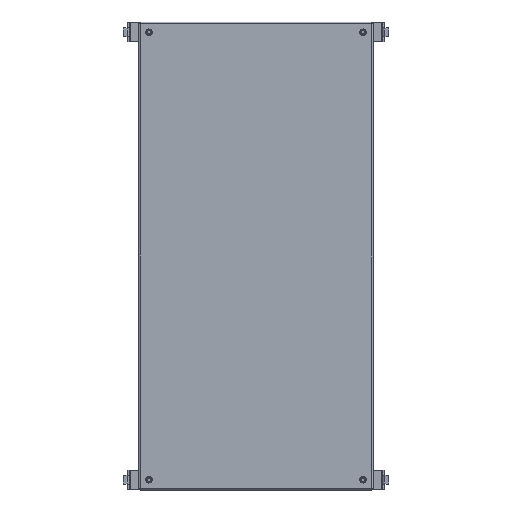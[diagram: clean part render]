
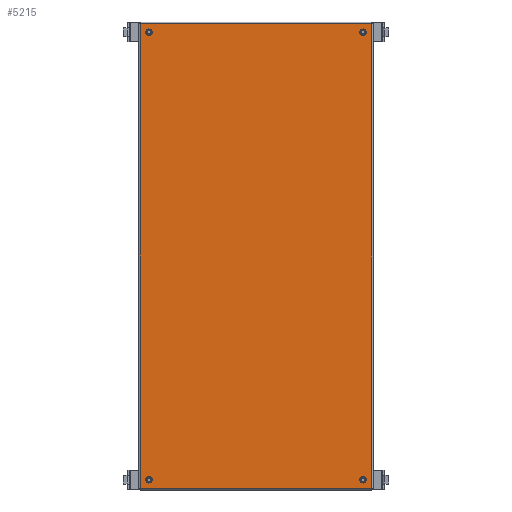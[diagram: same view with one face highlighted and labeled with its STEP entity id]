
A CAD part, front view. The second image highlights one B-rep face of the part: STEP entity #5215.
In plain terms, the highlighted planar face has unit normal (0, -1, 0).
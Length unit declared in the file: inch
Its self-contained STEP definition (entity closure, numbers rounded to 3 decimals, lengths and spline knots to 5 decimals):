
#107 = ORIENTED_EDGE ( 'NONE', *, *, #1100, .F. ) ;
#169 = CIRCLE ( 'NONE', #5147, 0.28125 ) ;
#175 = DIRECTION ( 'NONE',  ( 0., 1., 0. ) ) ;
#194 = CARTESIAN_POINT ( 'NONE',  ( 9.125, 0., 19.0625 ) ) ;
#291 = FACE_BOUND ( 'NONE', #2658, .T. ) ;
#334 = DIRECTION ( 'NONE',  ( 0., 0., 1. ) ) ;
#354 = CIRCLE ( 'NONE', #1306, 0.28125 ) ;
#398 = CARTESIAN_POINT ( 'NONE',  ( -9.857, 0., -19.7945 ) ) ;
#420 = EDGE_CURVE ( 'NONE', #1990, #1034, #1696, .T. ) ;
#436 = DIRECTION ( 'NONE',  ( 0., 1., 0. ) ) ;
#515 = DIRECTION ( 'NONE',  ( 0., 0., 1. ) ) ;
#751 = CARTESIAN_POINT ( 'NONE',  ( -9.125, 0., 19.34375 ) ) ;
#828 = ORIENTED_EDGE ( 'NONE', *, *, #3987, .F. ) ;
#851 = EDGE_LOOP ( 'NONE', ( #3771, #1402 ) ) ;
#977 = EDGE_LOOP ( 'NONE', ( #4552, #5523 ) ) ;
#1034 = VERTEX_POINT ( 'NONE', #3577 ) ;
#1042 = EDGE_LOOP ( 'NONE', ( #3631, #1922 ) ) ;
#1062 = VERTEX_POINT ( 'NONE', #3604 ) ;
#1082 = CARTESIAN_POINT ( 'NONE',  ( -9.857, 0., 19.7945 ) ) ;
#1100 = EDGE_CURVE ( 'NONE', #3869, #2640, #5465, .T. ) ;
#1106 = CARTESIAN_POINT ( 'NONE',  ( -9.125, 0., -18.78125 ) ) ;
#1171 = PLANE ( 'NONE',  #1803 ) ;
#1261 = VECTOR ( 'NONE', #2030, 39.37008 ) ;
#1274 = CARTESIAN_POINT ( 'NONE',  ( -9.125, 0., -19.0625 ) ) ;
#1276 = VERTEX_POINT ( 'NONE', #1106 ) ;
#1306 = AXIS2_PLACEMENT_3D ( 'NONE', #1274, #4315, #2139 ) ;
#1317 = DIRECTION ( 'NONE',  ( -1., 0., 0. ) ) ;
#1402 = ORIENTED_EDGE ( 'NONE', *, *, #4789, .T. ) ;
#1602 = FACE_BOUND ( 'NONE', #977, .T. ) ;
#1631 = VECTOR ( 'NONE', #4979, 39.37008 ) ;
#1662 = FACE_OUTER_BOUND ( 'NONE', #2736, .T. ) ;
#1696 = CIRCLE ( 'NONE', #3104, 0.28125 ) ;
#1726 = DIRECTION ( 'NONE',  ( 0., 0., 1. ) ) ;
#1787 = DIRECTION ( 'NONE',  ( 0., 1., 0. ) ) ;
#1803 = AXIS2_PLACEMENT_3D ( 'NONE', #2464, #2043, #334 ) ;
#1830 = DIRECTION ( 'NONE',  ( 0., 1., 0. ) ) ;
#1922 = ORIENTED_EDGE ( 'NONE', *, *, #5491, .T. ) ;
#1973 = CARTESIAN_POINT ( 'NONE',  ( -9.857, 0., 19.7945 ) ) ;
#1990 = VERTEX_POINT ( 'NONE', #751 ) ;
#1994 = VECTOR ( 'NONE', #515, 39.37008 ) ;
#1995 = FACE_BOUND ( 'NONE', #851, .T. ) ;
#2030 = DIRECTION ( 'NONE',  ( 1., 0., 0. ) ) ;
#2043 = DIRECTION ( 'NONE',  ( 0., 1., 0. ) ) ;
#2051 = VERTEX_POINT ( 'NONE', #3006 ) ;
#2139 = DIRECTION ( 'NONE',  ( 0., 0., 1. ) ) ;
#2210 = CIRCLE ( 'NONE', #4065, 0.28125 ) ;
#2464 = CARTESIAN_POINT ( 'NONE',  ( -9.857, 0., 19.7945 ) ) ;
#2467 = DIRECTION ( 'NONE',  ( 0., 0., 1. ) ) ;
#2471 = AXIS2_PLACEMENT_3D ( 'NONE', #3116, #3563, #3596 ) ;
#2503 = VECTOR ( 'NONE', #1317, 39.37008 ) ;
#2640 = VERTEX_POINT ( 'NONE', #4956 ) ;
#2658 = EDGE_LOOP ( 'NONE', ( #4002, #3812 ) ) ;
#2676 = CARTESIAN_POINT ( 'NONE',  ( 9.125, 0., -19.0625 ) ) ;
#2732 = DIRECTION ( 'NONE',  ( 0., 0., 1. ) ) ;
#2736 = EDGE_LOOP ( 'NONE', ( #828, #107, #5364, #3861 ) ) ;
#2780 = CARTESIAN_POINT ( 'NONE',  ( 9.125, 0., 19.34375 ) ) ;
#2782 = LINE ( 'NONE', #1973, #1261 ) ;
#2787 = EDGE_CURVE ( 'NONE', #3308, #1062, #4214, .T. ) ;
#2937 = EDGE_CURVE ( 'NONE', #4331, #2051, #2210, .T. ) ;
#3006 = CARTESIAN_POINT ( 'NONE',  ( 9.125, 0., -19.34375 ) ) ;
#3028 = CARTESIAN_POINT ( 'NONE',  ( -9.125, 0., -19.0625 ) ) ;
#3081 = AXIS2_PLACEMENT_3D ( 'NONE', #2676, #1787, #2732 ) ;
#3104 = AXIS2_PLACEMENT_3D ( 'NONE', #4318, #436, #1726 ) ;
#3116 = CARTESIAN_POINT ( 'NONE',  ( -9.125, 0., 19.0625 ) ) ;
#3169 = EDGE_CURVE ( 'NONE', #4913, #3965, #3390, .T. ) ;
#3242 = CARTESIAN_POINT ( 'NONE',  ( 9.857, 0., 19.7945 ) ) ;
#3308 = VERTEX_POINT ( 'NONE', #2780 ) ;
#3376 = DIRECTION ( 'NONE',  ( 0., 1., 0. ) ) ;
#3390 = LINE ( 'NONE', #5287, #1994 ) ;
#3446 = CARTESIAN_POINT ( 'NONE',  ( -9.125, 0., -19.34375 ) ) ;
#3538 = CARTESIAN_POINT ( 'NONE',  ( 9.125, 0., 19.0625 ) ) ;
#3561 = CIRCLE ( 'NONE', #3081, 0.28125 ) ;
#3563 = DIRECTION ( 'NONE',  ( 0., 1., 0. ) ) ;
#3577 = CARTESIAN_POINT ( 'NONE',  ( -9.125, 0., 18.78125 ) ) ;
#3596 = DIRECTION ( 'NONE',  ( 0., 0., 1. ) ) ;
#3604 = CARTESIAN_POINT ( 'NONE',  ( 9.125, 0., 18.78125 ) ) ;
#3624 = CARTESIAN_POINT ( 'NONE',  ( 9.857, 0., 19.7945 ) ) ;
#3631 = ORIENTED_EDGE ( 'NONE', *, *, #420, .T. ) ;
#3677 = AXIS2_PLACEMENT_3D ( 'NONE', #3538, #1830, #5284 ) ;
#3678 = CIRCLE ( 'NONE', #2471, 0.28125 ) ;
#3771 = ORIENTED_EDGE ( 'NONE', *, *, #5317, .T. ) ;
#3812 = ORIENTED_EDGE ( 'NONE', *, *, #4121, .T. ) ;
#3838 = DIRECTION ( 'NONE',  ( 0., 1., 0. ) ) ;
#3851 = AXIS2_PLACEMENT_3D ( 'NONE', #194, #175, #4603 ) ;
#3861 = ORIENTED_EDGE ( 'NONE', *, *, #3169, .F. ) ;
#3869 = VERTEX_POINT ( 'NONE', #3242 ) ;
#3965 = VERTEX_POINT ( 'NONE', #1082 ) ;
#3987 = EDGE_CURVE ( 'NONE', #2640, #4913, #5650, .T. ) ;
#4002 = ORIENTED_EDGE ( 'NONE', *, *, #2937, .T. ) ;
#4065 = AXIS2_PLACEMENT_3D ( 'NONE', #5090, #3376, #2467 ) ;
#4121 = EDGE_CURVE ( 'NONE', #2051, #4331, #3561, .T. ) ;
#4214 = CIRCLE ( 'NONE', #3851, 0.28125 ) ;
#4256 = DIRECTION ( 'NONE',  ( 0., 0., 1. ) ) ;
#4315 = DIRECTION ( 'NONE',  ( 0., 1., 0. ) ) ;
#4318 = CARTESIAN_POINT ( 'NONE',  ( -9.125, 0., 19.0625 ) ) ;
#4327 = EDGE_CURVE ( 'NONE', #3965, #3869, #2782, .T. ) ;
#4331 = VERTEX_POINT ( 'NONE', #5481 ) ;
#4424 = VERTEX_POINT ( 'NONE', #3446 ) ;
#4539 = FACE_BOUND ( 'NONE', #1042, .T. ) ;
#4552 = ORIENTED_EDGE ( 'NONE', *, *, #2787, .T. ) ;
#4603 = DIRECTION ( 'NONE',  ( 0., 0., 1. ) ) ;
#4789 = EDGE_CURVE ( 'NONE', #4424, #1276, #169, .T. ) ;
#4913 = VERTEX_POINT ( 'NONE', #5324 ) ;
#4956 = CARTESIAN_POINT ( 'NONE',  ( 9.857, 0., -19.7945 ) ) ;
#4979 = DIRECTION ( 'NONE',  ( 0., 0., -1. ) ) ;
#5090 = CARTESIAN_POINT ( 'NONE',  ( 9.125, 0., -19.0625 ) ) ;
#5147 = AXIS2_PLACEMENT_3D ( 'NONE', #3028, #3838, #4256 ) ;
#5215 = ADVANCED_FACE ( 'NONE', ( #1662, #291, #1602, #4539, #1995 ), #1171, .F. ) ;
#5284 = DIRECTION ( 'NONE',  ( 0., 0., 1. ) ) ;
#5287 = CARTESIAN_POINT ( 'NONE',  ( -9.857, 0., 19.7945 ) ) ;
#5317 = EDGE_CURVE ( 'NONE', #1276, #4424, #354, .T. ) ;
#5324 = CARTESIAN_POINT ( 'NONE',  ( -9.857, 0., -19.7945 ) ) ;
#5364 = ORIENTED_EDGE ( 'NONE', *, *, #4327, .F. ) ;
#5420 = EDGE_CURVE ( 'NONE', #1062, #3308, #5624, .T. ) ;
#5465 = LINE ( 'NONE', #3624, #1631 ) ;
#5481 = CARTESIAN_POINT ( 'NONE',  ( 9.125, 0., -18.78125 ) ) ;
#5491 = EDGE_CURVE ( 'NONE', #1034, #1990, #3678, .T. ) ;
#5523 = ORIENTED_EDGE ( 'NONE', *, *, #5420, .T. ) ;
#5624 = CIRCLE ( 'NONE', #3677, 0.28125 ) ;
#5650 = LINE ( 'NONE', #398, #2503 ) ;
